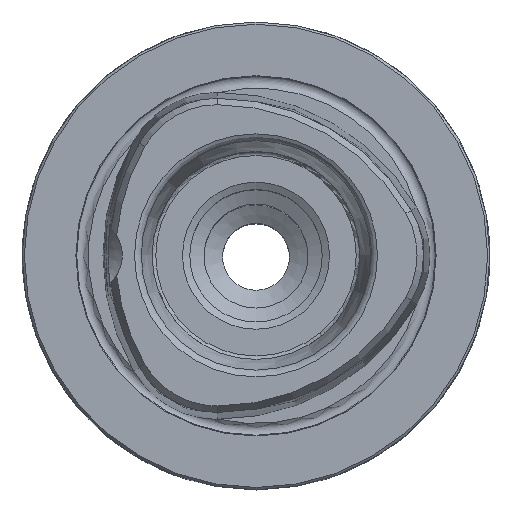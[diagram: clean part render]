
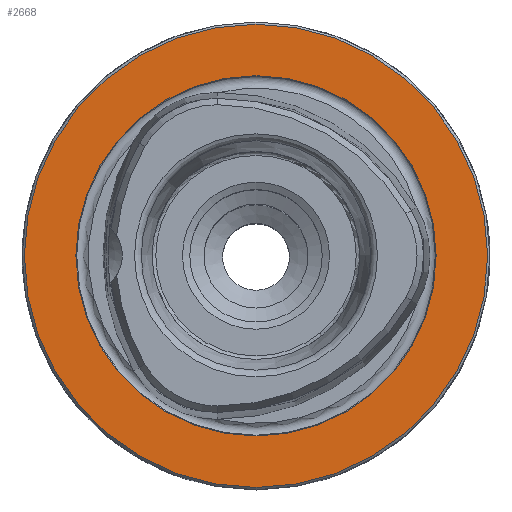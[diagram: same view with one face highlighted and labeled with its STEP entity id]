
A CAD part, top view. The second image highlights one B-rep face of the part: STEP entity #2668.
In plain terms, the highlighted planar face has unit normal (0, 0, 1).
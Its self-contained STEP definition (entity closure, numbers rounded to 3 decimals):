
#219=PLANE('',#2894);
#613=ORIENTED_EDGE('',*,*,#904,.T.);
#614=ORIENTED_EDGE('',*,*,#903,.F.);
#903=EDGE_CURVE('',#1084,#1084,#1221,.T.);
#904=EDGE_CURVE('',#1085,#1085,#1222,.T.);
#1084=VERTEX_POINT('',#4044);
#1085=VERTEX_POINT('',#4047);
#1221=CIRCLE('',#2893,24.264);
#1222=CIRCLE('',#2895,31.2);
#1373=EDGE_LOOP('',(#613));
#1374=EDGE_LOOP('',(#614));
#1564=FACE_BOUND('',#1373,.T.);
#1565=FACE_BOUND('',#1374,.T.);
#2668=ADVANCED_FACE('',(#1564,#1565),#219,.T.);
#2893=AXIS2_PLACEMENT_3D('',#4043,#3356,#3357);
#2894=AXIS2_PLACEMENT_3D('',#4045,#3358,#3359);
#2895=AXIS2_PLACEMENT_3D('',#4046,#3360,#3361);
#3356=DIRECTION('',(0.,0.,1.));
#3357=DIRECTION('',(1.,0.,0.));
#3358=DIRECTION('',(0.,0.,1.));
#3359=DIRECTION('',(1.,0.,0.));
#3360=DIRECTION('',(0.,0.,1.));
#3361=DIRECTION('',(1.,0.,0.));
#4043=CARTESIAN_POINT('',(0.,0.,0.));
#4044=CARTESIAN_POINT('',(24.264,0.,0.));
#4045=CARTESIAN_POINT('',(24.2,0.,0.));
#4046=CARTESIAN_POINT('',(0.,0.,0.));
#4047=CARTESIAN_POINT('',(31.2,0.,0.));
